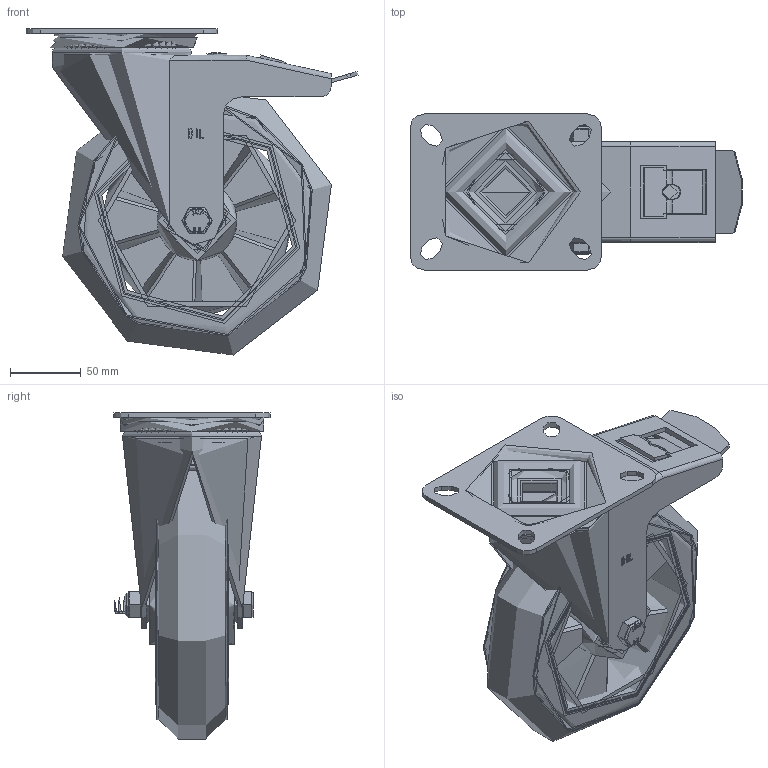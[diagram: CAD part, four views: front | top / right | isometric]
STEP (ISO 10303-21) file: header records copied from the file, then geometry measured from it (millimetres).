
FILE_DESCRIPTION(/* description */ ('','CAx-IF Rec.Pracs.---Representation and Presentation of Product Manufacturing Information (PMI)---4.0---2014-10-13'),/* implementation_level */ '2;1');
FILE_NAME(/* name */ 'BZMM200SRERGBJSWB.step',/* time_stamp */ '2025-01-08T16:05:09Z',/* author */ (''),/* organization */ (''),/* preprocessor_version */ 'ST-DEVELOPER v20',/* originating_system */ 'Autodesk Translation Framework v13.20.0.188',/* authorisation */ '');
FILE_SCHEMA (('AP242_MANAGED_MODEL_BASED_3D_ENGINEERING_MIM_LF { 1 0 10303 442 1 1 4 }'));
Length unit declared in the file: millimetre
Products named in the file (38): BZMM200SRERGBJSWB; BZMM200ASSWB - 64 v1; ZINC PLATED, PRESSED STEEL TOP PLATE; ZINC PLATED, PRESSED STEEL TOP PLATE Geometry; BALL BEARINGS; Component1; BEARING SEAL; ZINC PLATED, PRESSED STEEL FORKS; BRAKE PAD; BRAKE PAD Geometry; BOLT; NUT; BRAKE BOLT; ZINC PLATED, PRESSED STEEL BRAKE PEDAL; BZH200WSRERGBJM20 v1; 55 SHORE A ELASTIC NATURAL RUBBER TYRE; ALUMINIUM RIM; ALUMINIUM RIM Geometry; BEARING SPACER; BEARING6204; BALL BEARINGS (1); BEARING6204 (1); BALL BEARINGS (1) (1); Component3; INNER; OUTER; MIDDLE; RUBBER; TH20X2X12 v1; ZINC PLATED HEADED SPACER; TH20X2X12 v1 (1); ZINC PLATED HEADED SPACER (1); HEXBOLTM12X90Z8.8 v2; GRADE 8.8 ZINC PLATED BOLT; NYLOCM12Z v1; NYLOC NUT; NUT (1); RUBBER (1)
Assembly tree (95 placements, depth 5):
  BZMM200SRERGBJSWB
    BZMM200ASSWB - 64 v1
      ZINC PLATED, PRESSED STEEL TOP PLATE
        ZINC PLATED, PRESSED STEEL TOP PLATE Geometry
        BALL BEARINGS
          Component1  x40
      BEARING SEAL
      ZINC PLATED, PRESSED STEEL FORKS
      BRAKE PAD
        BRAKE PAD Geometry
        BOLT
        NUT
        BRAKE BOLT
      ZINC PLATED, PRESSED STEEL BRAKE PEDAL
    BZH200WSRERGBJM20 v1
      55 SHORE A ELASTIC NATURAL RUBBER TYRE
      ALUMINIUM RIM
        ALUMINIUM RIM Geometry
        BEARING SPACER
      BEARING6204
        INNER
        OUTER
        BALL BEARINGS (1)
          Component3  x8
        MIDDLE
        RUBBER
      BEARING6204 (1)
        BALL BEARINGS (1) (1)
          Component3  x8
        INNER
        OUTER
        MIDDLE
        RUBBER
    TH20X2X12 v1
      ZINC PLATED HEADED SPACER
    TH20X2X12 v1 (1)
      ZINC PLATED HEADED SPACER (1)
    HEXBOLTM12X90Z8.8 v2
      GRADE 8.8 ZINC PLATED BOLT
    NYLOCM12Z v1
      NYLOC NUT
        NUT (1)
        RUBBER (1)
Bounding box: 233.88 x 110 x 229.68 mm (x, y, z)
Volume: 1106321.4 mm3; surface area: 381343.5 mm2
Topology: 82 solids, 82 shells, 1341 faces, 3453 edges, 2286 vertices
Faces by surface type: plane 573, bspline 376, cylinder 256, sphere 107, torus 22, cone 7
Full cylindrical faces by diameter (mm): 8 x3, 9.836 x16, 11 x2, 11.834 x16, 12 x3, 12.2 x4, 14 x3, 17.75 x1, 18.5 x1, 19.8 x2, 20 x3, 24 x1, 25 x2, 27 x2, 28.5 x8, 30.8 x4, 31.3 x4, 33.75 x1, 39.75 x1, 40.3 x4, 40.5 x4, 40.8 x4, 42 x11, 47 x4, 50 x1, 56 x1, 56.2 x1, 61 x1, 78 x1, 91 x1
Entity records: 46870 total; most frequent: CARTESIAN_POINT 23998, ORIENTED_EDGE 4752, DIRECTION 4007, EDGE_CURVE 2376, VERTEX_POINT 1574, AXIS2_PLACEMENT_3D 1458, EDGE_LOOP 1110, LINE 1091
